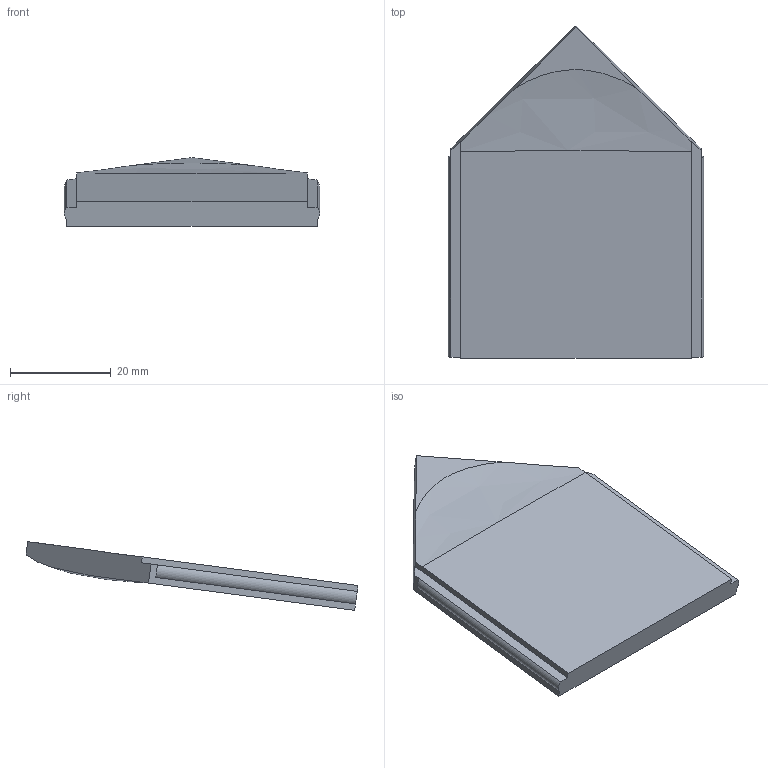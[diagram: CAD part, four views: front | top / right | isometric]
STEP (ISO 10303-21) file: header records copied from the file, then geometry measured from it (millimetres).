
FILE_DESCRIPTION(/* description */ (''),/* implementation_level */ '2;1');
FILE_NAME(/* name */ 'Door.step',/* time_stamp */ '2025-09-09T21:34:27+02:00',/* author */ (''),/* organization */ (''),/* preprocessor_version */ 'ST-DEVELOPER v20.1',/* originating_system */ 'Autodesk Translation Framework v14.10.0.0',/* authorisation */ '');
FILE_SCHEMA (('AUTOMOTIVE_DESIGN { 1 0 10303 214 3 1 1 }'));
Length unit declared in the file: millimetre
Products named in the file (1): 2025-09-09-21-34-26-984
Bounding box: 50.67 x 65.92 x 13.65 mm (x, y, z)
Volume: 13183.5 mm3; surface area: 6348.3 mm2
Topology: 1 solids, 1 shells, 18 faces, 46 edges, 30 vertices
Faces by surface type: plane 12, bspline 4, cylinder 2
Entity records: 812 total; most frequent: CARTESIAN_POINT 384, ORIENTED_EDGE 92, DIRECTION 64, EDGE_CURVE 46, VERTEX_POINT 30, LINE 26, VECTOR 26, AXIS2_PLACEMENT_3D 19
